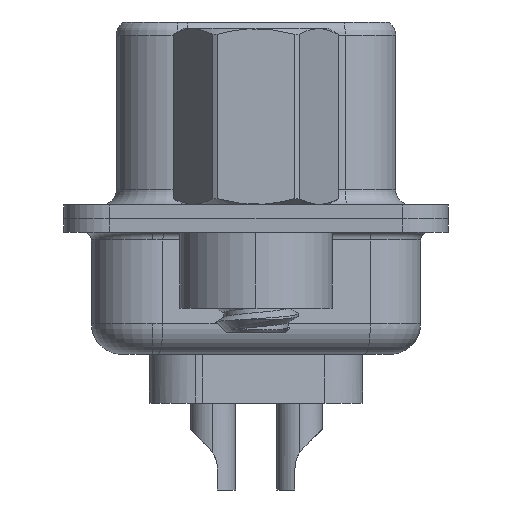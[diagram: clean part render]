
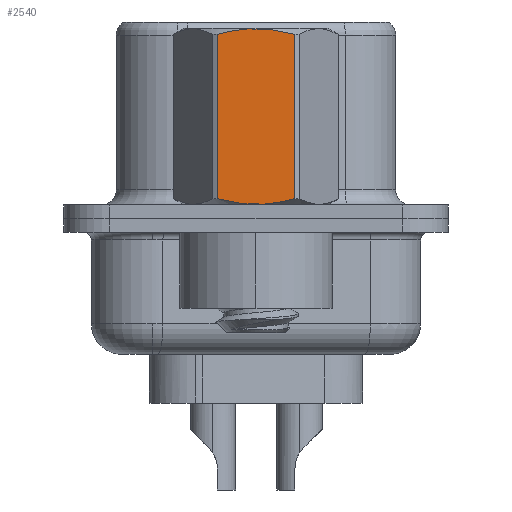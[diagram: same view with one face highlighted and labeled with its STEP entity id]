
A CAD part, left-side view. The second image highlights one B-rep face of the part: STEP entity #2540.
In plain terms, the highlighted planar face has unit normal (-1, 0, 0).
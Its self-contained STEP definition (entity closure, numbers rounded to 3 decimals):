
#73 = CARTESIAN_POINT ( 'NONE',  ( -2.381, -1.066, 0.596 ) ) ;
#1160 = CARTESIAN_POINT ( 'NONE',  ( -2.381, -0.432, 6.215 ) ) ;
#2042 = CARTESIAN_POINT ( 'NONE',  ( -2.381, 1.273, 3.792 ) ) ;
#2113 = DIRECTION ( 'NONE',  ( 0., -1., 0. ) ) ;
#2119 = CARTESIAN_POINT ( 'NONE',  ( -2.381, 1.065, 0.596 ) ) ;
#2540 = ADVANCED_FACE ( 'NONE', ( #13449 ), #15252, .T. ) ;
#2601 = CARTESIAN_POINT ( 'NONE',  ( -2.381, -1.066, 6.104 ) ) ;
#3037 = ORIENTED_EDGE ( 'NONE', *, *, #23449, .T. ) ;
#3767 = VERTEX_POINT ( 'NONE', #10387 ) ;
#3916 = CARTESIAN_POINT ( 'NONE',  ( -2.381, 0.853, 0.549 ) ) ;
#4621 = CARTESIAN_POINT ( 'NONE',  ( -2.381, 0.853, 6.151 ) ) ;
#4703 = VERTEX_POINT ( 'NONE', #19729 ) ;
#5561 = DIRECTION ( 'NONE',  ( 0., 0., 1. ) ) ;
#5784 = AXIS2_PLACEMENT_3D ( 'NONE', #13217, #7486, #2113 ) ;
#6641 = CARTESIAN_POINT ( 'NONE',  ( -2.381, 1.065, 6.104 ) ) ;
#7066 = EDGE_CURVE ( 'NONE', #13788, #3767, #14693, .T. ) ;
#7137 = CARTESIAN_POINT ( 'NONE',  ( -2.381, -0.858, 0.55 ) ) ;
#7486 = DIRECTION ( 'NONE',  ( -1., 0., 0. ) ) ;
#8749 = B_SPLINE_CURVE_WITH_KNOTS ( 'NONE', 3,
 ( #20997, #2601, #17515, #1160, #9878, #19311, #23042, #4621, #6641, #13932 ),
 .UNSPECIFIED., .F., .F.,
 ( 4, 2, 2, 2, 4 ),
 ( 0.001, 0.002, 0.002, 0.003, 0.004 ),
 .UNSPECIFIED. ) ;
#9261 = CARTESIAN_POINT ( 'NONE',  ( -2.381, -1.273, 3.792 ) ) ;
#9418 = CARTESIAN_POINT ( 'NONE',  ( -2.381, 1.273, 0.652 ) ) ;
#9878 = CARTESIAN_POINT ( 'NONE',  ( -2.381, -0.215, 6.232 ) ) ;
#10387 = CARTESIAN_POINT ( 'NONE',  ( -2.381, -1.273, 0.652 ) ) ;
#10836 = VECTOR ( 'NONE', #22253, 1000. ) ;
#10947 = CARTESIAN_POINT ( 'NONE',  ( -2.381, -0.215, 0.468 ) ) ;
#11694 = ORIENTED_EDGE ( 'NONE', *, *, #7066, .T. ) ;
#12487 = EDGE_CURVE ( 'NONE', #4703, #14391, #8749, .T. ) ;
#12770 = EDGE_CURVE ( 'NONE', #3767, #4703, #12843, .T. ) ;
#12843 = LINE ( 'NONE', #9261, #13253 ) ;
#13217 = CARTESIAN_POINT ( 'NONE',  ( -2.381, 1.375, -3.75 ) ) ;
#13253 = VECTOR ( 'NONE', #5561, 1000. ) ;
#13449 = FACE_OUTER_BOUND ( 'NONE', #19365, .T. ) ;
#13788 = VERTEX_POINT ( 'NONE', #9418 ) ;
#13932 = CARTESIAN_POINT ( 'NONE',  ( -2.381, 1.273, 6.048 ) ) ;
#14391 = VERTEX_POINT ( 'NONE', #15595 ) ;
#14693 = B_SPLINE_CURVE_WITH_KNOTS ( 'NONE', 3,
 ( #20268, #2119, #3916, #23522, #18482, #10947, #16458, #7137, #73, #20147 ),
 .UNSPECIFIED., .F., .F.,
 ( 4, 2, 2, 2, 4 ),
 ( 0.003, 0.003, 0.004, 0.004, 0.005 ),
 .UNSPECIFIED. ) ;
#15252 = PLANE ( 'NONE',  #5784 ) ;
#15595 = CARTESIAN_POINT ( 'NONE',  ( -2.381, 1.273, 6.048 ) ) ;
#15666 = ORIENTED_EDGE ( 'NONE', *, *, #12487, .T. ) ;
#16458 = CARTESIAN_POINT ( 'NONE',  ( -2.381, -0.432, 0.485 ) ) ;
#17515 = CARTESIAN_POINT ( 'NONE',  ( -2.381, -0.858, 6.15 ) ) ;
#18482 = CARTESIAN_POINT ( 'NONE',  ( -2.381, 0.215, 0.468 ) ) ;
#18622 = ORIENTED_EDGE ( 'NONE', *, *, #12770, .T. ) ;
#19311 = CARTESIAN_POINT ( 'NONE',  ( -2.381, 0.215, 6.232 ) ) ;
#19365 = EDGE_LOOP ( 'NONE', ( #11694, #18622, #15666, #3037 ) ) ;
#19729 = CARTESIAN_POINT ( 'NONE',  ( -2.381, -1.273, 6.048 ) ) ;
#20147 = CARTESIAN_POINT ( 'NONE',  ( -2.381, -1.273, 0.652 ) ) ;
#20199 = LINE ( 'NONE', #2042, #10836 ) ;
#20268 = CARTESIAN_POINT ( 'NONE',  ( -2.381, 1.273, 0.652 ) ) ;
#20997 = CARTESIAN_POINT ( 'NONE',  ( -2.381, -1.273, 6.048 ) ) ;
#22253 = DIRECTION ( 'NONE',  ( 0., 0., -1. ) ) ;
#23042 = CARTESIAN_POINT ( 'NONE',  ( -2.381, 0.428, 6.215 ) ) ;
#23449 = EDGE_CURVE ( 'NONE', #14391, #13788, #20199, .T. ) ;
#23522 = CARTESIAN_POINT ( 'NONE',  ( -2.381, 0.428, 0.485 ) ) ;
